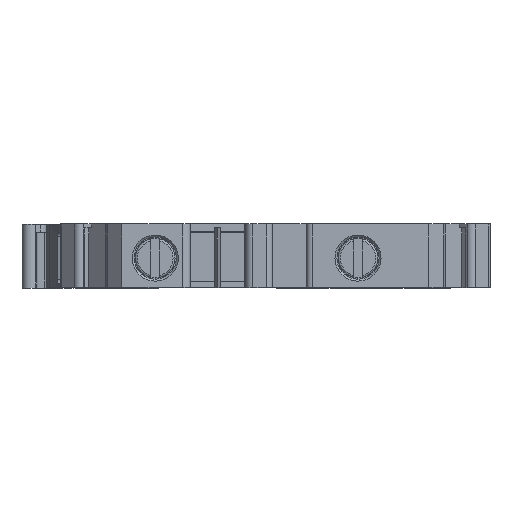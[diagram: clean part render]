
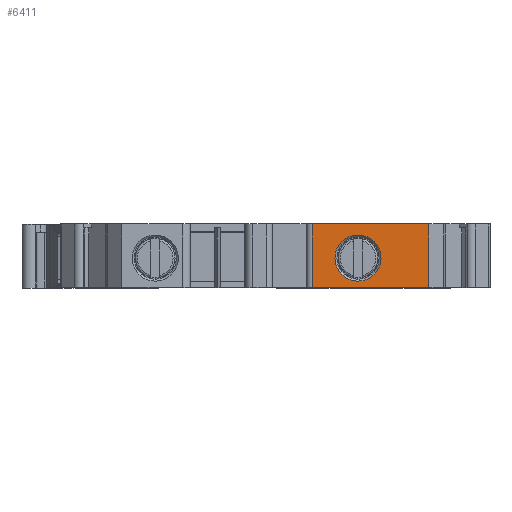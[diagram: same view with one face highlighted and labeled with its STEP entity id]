
A CAD part, top view. The second image highlights one B-rep face of the part: STEP entity #6411.
In plain terms, the highlighted planar face has unit normal (0, 0, 1).
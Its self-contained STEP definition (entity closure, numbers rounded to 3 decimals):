
#154=PLANE('',#6847);
#392=LINE('',#9191,#795);
#544=LINE('',#9635,#947);
#545=LINE('',#9637,#948);
#546=LINE('',#9639,#949);
#795=VECTOR('',#7554,1000.);
#947=VECTOR('',#7974,1000.);
#948=VECTOR('',#7977,1000.);
#949=VECTOR('',#7978,1000.);
#1981=ORIENTED_EDGE('',*,*,#2695,.T.);
#1982=ORIENTED_EDGE('',*,*,#3013,.T.);
#1983=ORIENTED_EDGE('',*,*,#2813,.F.);
#1984=ORIENTED_EDGE('',*,*,#3012,.F.);
#1985=ORIENTED_EDGE('',*,*,#3014,.T.);
#2695=EDGE_CURVE('',#3320,#3320,#3696,.T.);
#2813=EDGE_CURVE('',#3424,#3425,#392,.T.);
#3012=EDGE_CURVE('',#3531,#3424,#544,.T.);
#3013=EDGE_CURVE('',#3532,#3425,#545,.T.);
#3014=EDGE_CURVE('',#3531,#3532,#546,.T.);
#3320=VERTEX_POINT('',#8929);
#3424=VERTEX_POINT('',#9190);
#3425=VERTEX_POINT('',#9192);
#3531=VERTEX_POINT('',#9634);
#3532=VERTEX_POINT('',#9638);
#3696=CIRCLE('',#6652,2.9);
#4012=EDGE_LOOP('',(#1981));
#4013=EDGE_LOOP('',(#1982,#1983,#1984,#1985));
#4293=FACE_BOUND('',#4012,.T.);
#4294=FACE_BOUND('',#4013,.T.);
#6411=ADVANCED_FACE('',(#4293,#4294),#154,.F.);
#6652=AXIS2_PLACEMENT_3D('',#8928,#7365,#7366);
#6847=AXIS2_PLACEMENT_3D('',#9636,#7975,#7976);
#7365=DIRECTION('',(0.,0.,-1.));
#7366=DIRECTION('',(-1.,0.,0.));
#7554=DIRECTION('',(1.,0.,0.));
#7974=DIRECTION('',(0.,1.,0.));
#7975=DIRECTION('',(0.,0.,-1.));
#7976=DIRECTION('',(-1.,0.,0.));
#7977=DIRECTION('',(0.,1.,0.));
#7978=DIRECTION('',(1.,0.,0.));
#8928=CARTESIAN_POINT('',(9.15,0.,17.5));
#8929=CARTESIAN_POINT('',(6.25,0.,17.5));
#9190=CARTESIAN_POINT('',(3.38,4.3,17.5));
#9191=CARTESIAN_POINT('',(-40.,4.3,17.5));
#9192=CARTESIAN_POINT('',(18.071,4.3,17.5));
#9634=CARTESIAN_POINT('',(3.38,-3.7,17.5));
#9635=CARTESIAN_POINT('',(3.38,-5.,17.5));
#9636=CARTESIAN_POINT('',(-40.,4.3,17.5));
#9637=CARTESIAN_POINT('',(18.071,-5.,17.5));
#9638=CARTESIAN_POINT('',(18.071,-3.7,17.5));
#9639=CARTESIAN_POINT('',(-40.,-3.7,17.5));
